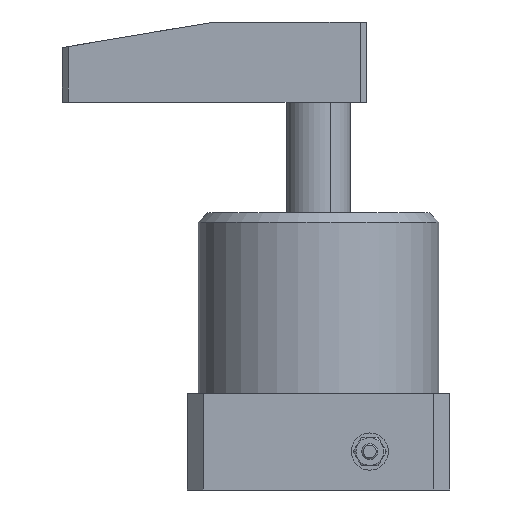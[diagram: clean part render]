
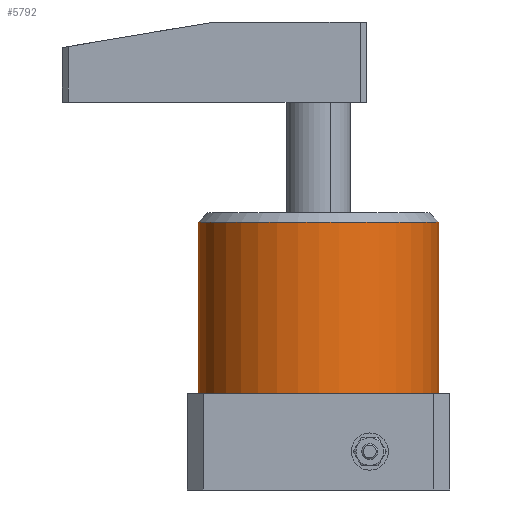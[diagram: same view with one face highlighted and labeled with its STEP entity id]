
A CAD part, front view. The second image highlights one B-rep face of the part: STEP entity #5792.
In plain terms, the highlighted cylindrical face has radius 37.5 mm (diameter 75 mm), a partial arc.
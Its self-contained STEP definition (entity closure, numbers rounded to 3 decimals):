
#679 = AXIS2_PLACEMENT_3D ( 'NONE', #3425, #3426, #3427 ) ;
#681 = AXIS2_PLACEMENT_3D ( 'NONE', #4118, #4119, #4120 ) ;
#723 = AXIS2_PLACEMENT_3D ( 'NONE', #3728, #3727, #3720 ) ;
#1074 = VERTEX_POINT ( 'NONE', #2298 ) ;
#1079 = VERTEX_POINT ( 'NONE', #2293 ) ;
#1080 = VERTEX_POINT ( 'NONE', #2292 ) ;
#1081 = VERTEX_POINT ( 'NONE', #2290 ) ;
#1528 = CARTESIAN_POINT ( 'NONE',  ( 37.5, 0., 86.5 ) ) ;
#1529 = DIRECTION ( 'NONE',  ( 0., 0., -1. ) ) ;
#1533 = DIRECTION ( 'NONE',  ( 0., 0., -1. ) ) ;
#1546 = CARTESIAN_POINT ( 'NONE',  ( -37.5, 0., 86.5 ) ) ;
#1798 = EDGE_LOOP ( 'NONE', ( #6299, #6298, #6297, #6296 ) ) ;
#2290 = CARTESIAN_POINT ( 'NONE',  ( 37.5, 0., 30. ) ) ;
#2292 = CARTESIAN_POINT ( 'NONE',  ( -37.5, 0., 83.5 ) ) ;
#2293 = CARTESIAN_POINT ( 'NONE',  ( 37.5, 0., 83.5 ) ) ;
#2298 = CARTESIAN_POINT ( 'NONE',  ( -37.5, 0., 30. ) ) ;
#2395 = FACE_OUTER_BOUND ( 'NONE', #1798, .T. ) ;
#2399 = CYLINDRICAL_SURFACE ( 'NONE', #723, 37.5 ) ;
#2737 = LINE ( 'NONE', #1546, #2739 ) ;
#2738 = LINE ( 'NONE', #1528, #2742 ) ;
#2739 = VECTOR ( 'NONE', #1533, 1000. ) ;
#2742 = VECTOR ( 'NONE', #1529, 1000. ) ;
#3425 = CARTESIAN_POINT ( 'NONE',  ( 0., 0., 83.5 ) ) ;
#3426 = DIRECTION ( 'NONE',  ( 0., 0., -1. ) ) ;
#3427 = DIRECTION ( 'NONE',  ( 1., 0., 0. ) ) ;
#3503 = EDGE_CURVE ( 'NONE', #1080, #1074, #2737, .T. ) ;
#3505 = EDGE_CURVE ( 'NONE', #1079, #1081, #2738, .T. ) ;
#3720 = DIRECTION ( 'NONE',  ( -1., 0., 0. ) ) ;
#3727 = DIRECTION ( 'NONE',  ( 0., 0., -1. ) ) ;
#3728 = CARTESIAN_POINT ( 'NONE',  ( 0., 0., 86.5 ) ) ;
#4118 = CARTESIAN_POINT ( 'NONE',  ( 0., 0., 30. ) ) ;
#4119 = DIRECTION ( 'NONE',  ( 0., 0., 1. ) ) ;
#4120 = DIRECTION ( 'NONE',  ( 1., 0., 0. ) ) ;
#4400 = CIRCLE ( 'NONE', #679, 37.5 ) ;
#4419 = CIRCLE ( 'NONE', #681, 37.5 ) ;
#5026 = EDGE_CURVE ( 'NONE', #1079, #1080, #4400, .T. ) ;
#5036 = EDGE_CURVE ( 'NONE', #1074, #1081, #4419, .T. ) ;
#5792 = ADVANCED_FACE ( 'NONE', ( #2395 ), #2399, .T. ) ;
#6296 = ORIENTED_EDGE ( 'NONE', *, *, #5036, .T. ) ;
#6297 = ORIENTED_EDGE ( 'NONE', *, *, #3503, .T. ) ;
#6298 = ORIENTED_EDGE ( 'NONE', *, *, #5026, .T. ) ;
#6299 = ORIENTED_EDGE ( 'NONE', *, *, #3505, .F. ) ;
